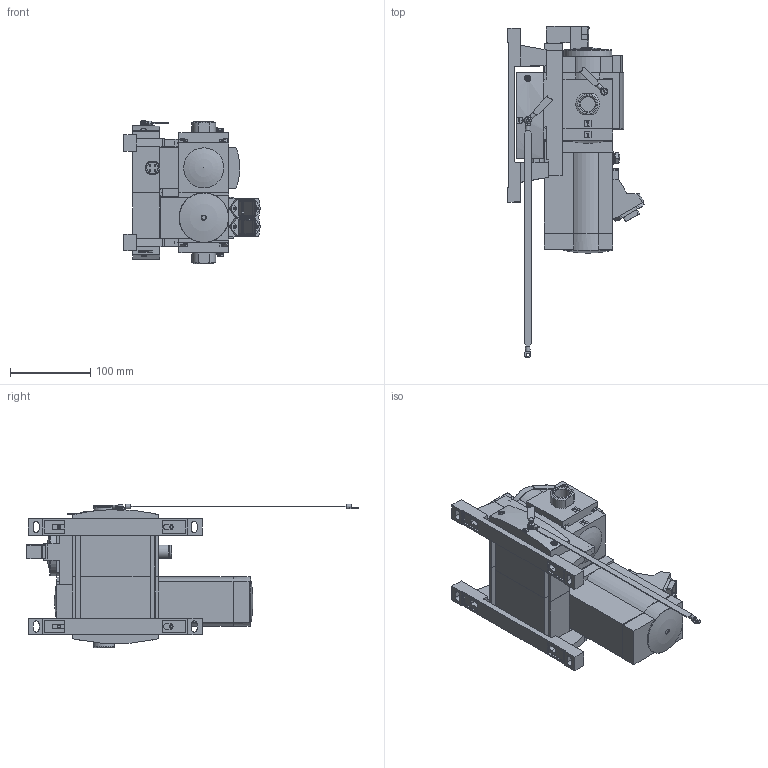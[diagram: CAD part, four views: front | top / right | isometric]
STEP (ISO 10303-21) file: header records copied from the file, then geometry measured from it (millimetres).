
FILE_DESCRIPTION(/* description */ ('STEP AP214'),/* implementation_level */ '2;1');
FILE_NAME(/* name */ '8157911_MSE6-E2M-5000-FB44-AGD',/* time_stamp */ '2024-09-11T19:43:20+02:00',/* author */ ('License CC BY-ND 4.0'),/* organization */ ('CADENAS'),/* preprocessor_version */ 'ST-DEVELOPER v19.3',/* originating_system */ 'PARTsolutions',/* authorisation */ ' ');
FILE_SCHEMA (('AUTOMOTIVE_DESIGN {1 0 10303 214 3 1 1}'));
Length unit declared in the file: millimetre
Products named in the file (22): 8157911 MSE6-E2M-5000-FB44-AGD; 2627165 MSE6-DE-2/2-AGD-V24E2M---(part); 8141593 MS6-MV1-EX---(0_p); 673120 MP6-BW---(parts); 673120 MP6-WB---(parts); DIN-912 - M4x25(F); 683385 MP6-VEL; 2312617 MS6-E2M; 1789417 MS6-SV-E-ASIS; 2315087 MP6-ZA-2; DIN-912 - M4x20(F); 689655 MS6-AGD-EX-Z---(112pr); 2752171 MSE6-SFAM-E2M-11-FB44-; 683387 MP6-VEL; 8110370 CPX-M-FB44---(1g); 8110370 CPX-M-FB44---(2g); 550216 CPX-M-M3X22-S-4X; 165592 ISK-M12; 548754 CPX-M-AK-M---(g_20_0); ISO 14580 M3x16; 673118 MP6-HP; 689655 MS6-AGD-EX---(110pr)
Assembly tree (35 placements, depth 2):
  8157911 MSE6-E2M-5000-FB44-AGD
    2627165 MSE6-DE-2/2-AGD-V24E2M---(part)
    8141593 MS6-MV1-EX---(0_p)  x3
    673120 MP6-BW---(parts)  x2
    673120 MP6-WB---(parts)  x2
    DIN-912 - M4x25(F)  x4
    683385 MP6-VEL
    2312617 MS6-E2M  x2
    1789417 MS6-SV-E-ASIS
    2315087 MP6-ZA-2  x2
    DIN-912 - M4x20(F)  x2
    689655 MS6-AGD-EX-Z---(112pr)
    2752171 MSE6-SFAM-E2M-11-FB44-
    683387 MP6-VEL
    8110370 CPX-M-FB44---(1g)
    8110370 CPX-M-FB44---(2g)
    550216 CPX-M-M3X22-S-4X  x4
    165592 ISK-M12
    548754 CPX-M-AK-M---(g_20_0)
    ISO 14580 M3x16  x2
    673118 MP6-HP
    689655 MS6-AGD-EX---(110pr)
Bounding box: 170.09 x 413.7 x 178.85 mm (x, y, z)
Volume: 2588730.4 mm3; surface area: 438144.7 mm2
Topology: 35 solids, 35 shells, 2905 faces, 7566 edges, 4891 vertices
Faces by surface type: plane 1801, cylinder 746, cone 271, torus 70, sphere 17
Full cylindrical faces by diameter (mm): 1.5 x5, 2 x4, 2.013 x1, 2.3 x2, 2.459 x4, 2.5 x2, 2.6 x4, 2.693 x2, 3 x6, 3.242 x12, 3.3 x4, 3.4 x6, 3.6 x4, 3.8 x2, 4 x16, 4.2 x2, 4.3 x8, 4.5 x2, 4.6 x6, 5 x2, 5.5 x2, 5.6 x8, 5.8 x2, 6 x3, 6.5 x4, 7 x6, 7.6 x6, 7.8 x7, 8 x7, 8.6 x1
Entity records: 78885 total; most frequent: CARTESIAN_POINT 12772, DIRECTION 11702, ORIENTED_EDGE 11510, EDGE_CURVE 5755, LINE 4022, VECTOR 4022, VERTEX_POINT 3900, AXIS2_PLACEMENT_3D 3840
